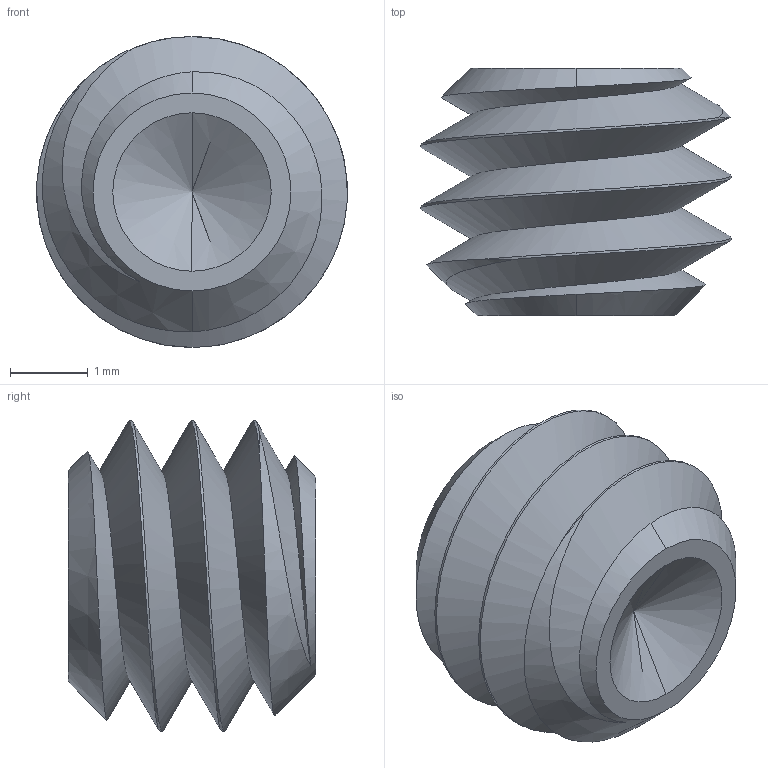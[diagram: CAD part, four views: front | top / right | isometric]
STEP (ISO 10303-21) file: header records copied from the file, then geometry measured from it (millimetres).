
FILE_DESCRIPTION (( 'STEP AP214' ), '1' );
FILE_NAME ('Pitsco Education-739901_X108135.step', '2017-10-17T01:10:51', ( '' ), ( '' ), 'SwSTEP 2.0', 'SolidWorks 2017', '' );
FILE_SCHEMA (( 'AUTOMOTIVE_DESIGN' ));
Length unit declared in the file: inch
Products named in the file (1): Pitsco Education-739901_X108135
Bounding box: 3.98 x 3.17 x 3.99 mm (x, y, z)
Volume: 19.9 mm3; surface area: 83.4 mm2
Topology: 1 solids, 1 shells, 24 faces, 63 edges, 41 vertices
Faces by surface type: plane 9, cone 7, cylinder 6, bspline 2
Entity records: 1767 total; most frequent: CARTESIAN_POINT 1202, ORIENTED_EDGE 122, DIRECTION 91, EDGE_CURVE 61, VERTEX_POINT 41, AXIS2_PLACEMENT_3D 31, VECTOR 29, LINE 29
